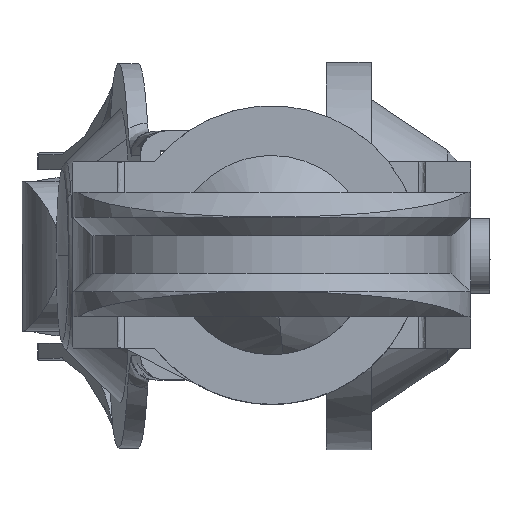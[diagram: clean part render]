
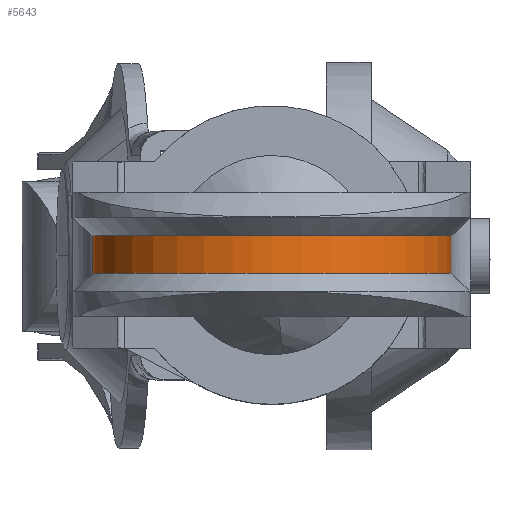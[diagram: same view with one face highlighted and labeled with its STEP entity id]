
A CAD part, top view. The second image highlights one B-rep face of the part: STEP entity #5643.
In plain terms, the highlighted free-form (B-spline) face has degree [1, 2] with [2, 5] control points.
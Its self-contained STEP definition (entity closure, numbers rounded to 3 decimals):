
#5368=CARTESIAN_POINT('',(7.2,-0.75,18.5));
#5369=VERTEX_POINT('',#5368);
#5390=CARTESIAN_POINT('',(7.2,0.75,18.5));
#5391=VERTEX_POINT('',#5390);
#5397=CARTESIAN_POINT('',(7.2,0.75,18.5));
#5398=CARTESIAN_POINT('',(7.2,-0.75,18.5));
#5399=QUASI_UNIFORM_CURVE('',1,(#5397,#5398),.UNSPECIFIED.,.F.,.U.);
#5400=EDGE_CURVE('',#5391,#5369,#5399,.T.);
#5440=CARTESIAN_POINT('',(-7.2,0.75,18.5));
#5441=VERTEX_POINT('',#5440);
#5462=CARTESIAN_POINT('',(-7.2,-0.75,18.5));
#5463=VERTEX_POINT('',#5462);
#5469=CARTESIAN_POINT('',(-7.2,0.75,18.5));
#5470=CARTESIAN_POINT('',(-7.2,-0.75,18.5));
#5471=QUASI_UNIFORM_CURVE('',1,(#5469,#5470),.UNSPECIFIED.,.F.,.U.);
#5472=EDGE_CURVE('',#5441,#5463,#5471,.T.);
#5552=CARTESIAN_POINT('',(0.,-0.75,25.7));
#5553=VERTEX_POINT('',#5552);
#5554=CARTESIAN_POINT('',(0.,-0.75,25.7));
#5555=CARTESIAN_POINT('',(0.442,-0.75,25.7));
#5556=CARTESIAN_POINT('',(1.355,-0.75,25.616));
#5557=CARTESIAN_POINT('',(2.577,-0.75,25.261));
#5558=CARTESIAN_POINT('',(3.692,-0.75,24.717));
#5559=CARTESIAN_POINT('',(4.731,-0.75,23.985));
#5560=CARTESIAN_POINT('',(5.697,-0.75,22.983));
#5561=CARTESIAN_POINT('',(6.362,-0.75,21.933));
#5562=CARTESIAN_POINT('',(6.798,-0.75,20.933));
#5563=CARTESIAN_POINT('',(7.111,-0.75,19.855));
#5564=CARTESIAN_POINT('',(7.2,-0.75,19.001));
#5565=CARTESIAN_POINT('',(7.2,-0.75,18.5));
#5566=B_SPLINE_CURVE_WITH_KNOTS('',3,(#5554,#5555,#5556,#5557,#5558,#5559,#5560,#5561,#5562,#5563,#5564,#5565),.UNSPECIFIED.,.F.,.U.,(4,1,1,1,1,1,1,1,1,4),(0.,1.325,2.739,3.799,5.036,6.538,7.952,8.747,9.808,11.31),.UNSPECIFIED.);
#5567=EDGE_CURVE('',#5553,#5369,#5566,.T.);
#5569=CARTESIAN_POINT('',(-7.2,-0.75,18.5));
#5570=CARTESIAN_POINT('',(-7.2,-0.75,18.883));
#5571=CARTESIAN_POINT('',(-7.139,-0.75,19.649));
#5572=CARTESIAN_POINT('',(-6.887,-0.75,20.682));
#5573=CARTESIAN_POINT('',(-6.492,-0.75,21.668));
#5574=CARTESIAN_POINT('',(-5.918,-0.75,22.667));
#5575=CARTESIAN_POINT('',(-5.061,-0.75,23.686));
#5576=CARTESIAN_POINT('',(-3.859,-0.75,24.648));
#5577=CARTESIAN_POINT('',(-2.553,-0.75,25.286));
#5578=CARTESIAN_POINT('',(-1.208,-0.75,25.631));
#5579=CARTESIAN_POINT('',(-0.412,-0.75,25.7));
#5580=CARTESIAN_POINT('',(0.,-0.75,25.7));
#5581=B_SPLINE_CURVE_WITH_KNOTS('',3,(#5569,#5570,#5571,#5572,#5573,#5574,#5575,#5576,#5577,#5578,#5579,#5580),.UNSPECIFIED.,.F.,.U.,(4,1,1,1,1,1,1,1,1,4),(0.,1.149,2.297,3.181,4.33,5.743,7.157,8.924,10.073,11.31),.UNSPECIFIED.);
#5582=EDGE_CURVE('',#5463,#5553,#5581,.T.);
#5587=CARTESIAN_POINT('',(7.2,-0.787,18.437));
#5588=CARTESIAN_POINT('',(7.2,0.788,18.437));
#5589=CARTESIAN_POINT('',(7.265,-0.787,25.893));
#5590=CARTESIAN_POINT('',(7.265,0.788,25.893));
#5591=CARTESIAN_POINT('',(-0.188,-0.787,25.698));
#5592=CARTESIAN_POINT('',(-0.188,0.788,25.698));
#5593=CARTESIAN_POINT('',(-7.642,-0.787,25.502));
#5594=CARTESIAN_POINT('',(-7.642,0.788,25.502));
#5595=CARTESIAN_POINT('',(-7.187,-0.787,18.06));
#5596=CARTESIAN_POINT('',(-7.187,0.788,18.06));
#5604=(BOUNDED_SURFACE()B_SPLINE_SURFACE(1,2,((#5587,#5589,#5591,#5593,#5595),(#5588,#5590,#5592,#5594,#5596)),.UNSPECIFIED.,.F.,.F.,.U.)B_SPLINE_SURFACE_WITH_KNOTS((2,2),(3,2,3),(0.0,1.0),(0.0,12.225,24.45),.UNSPECIFIED.)GEOMETRIC_REPRESENTATION_ITEM()RATIONAL_B_SPLINE_SURFACE(((1.0,0.695,1.0,0.695,1.0),(1.0,0.695,1.0,0.695,1.0)))REPRESENTATION_ITEM('')SURFACE());
#5605=ORIENTED_EDGE('',*,*,#5582,.T.);
#5606=ORIENTED_EDGE('',*,*,#5567,.T.);
#5607=ORIENTED_EDGE('',*,*,#5400,.F.);
#5608=CARTESIAN_POINT('',(0.,0.75,25.7));
#5609=VERTEX_POINT('',#5608);
#5610=CARTESIAN_POINT('',(0.,0.75,25.7));
#5611=CARTESIAN_POINT('',(0.442,0.75,25.7));
#5612=CARTESIAN_POINT('',(1.355,0.75,25.616));
#5613=CARTESIAN_POINT('',(2.577,0.75,25.261));
#5614=CARTESIAN_POINT('',(3.692,0.75,24.717));
#5615=CARTESIAN_POINT('',(4.731,0.75,23.985));
#5616=CARTESIAN_POINT('',(5.697,0.75,22.983));
#5617=CARTESIAN_POINT('',(6.409,0.75,21.858));
#5618=CARTESIAN_POINT('',(6.827,0.75,20.849));
#5619=CARTESIAN_POINT('',(7.12,0.75,19.766));
#5620=CARTESIAN_POINT('',(7.2,0.75,19.001));
#5621=CARTESIAN_POINT('',(7.2,0.75,18.5));
#5622=B_SPLINE_CURVE_WITH_KNOTS('',3,(#5610,#5611,#5612,#5613,#5614,#5615,#5616,#5617,#5618,#5619,#5620,#5621),.UNSPECIFIED.,.F.,.U.,(4,1,1,1,1,1,1,1,1,4),(0.,1.325,2.739,3.799,5.036,6.538,7.952,9.013,9.808,11.31),.UNSPECIFIED.);
#5623=EDGE_CURVE('',#5609,#5391,#5622,.T.);
#5624=ORIENTED_EDGE('',*,*,#5623,.F.);
#5625=CARTESIAN_POINT('',(-7.2,0.75,18.5));
#5626=CARTESIAN_POINT('',(-7.2,0.75,18.883));
#5627=CARTESIAN_POINT('',(-7.139,0.75,19.649));
#5628=CARTESIAN_POINT('',(-6.887,0.75,20.682));
#5629=CARTESIAN_POINT('',(-6.448,0.75,21.778));
#5630=CARTESIAN_POINT('',(-5.787,0.75,22.866));
#5631=CARTESIAN_POINT('',(-4.881,0.75,23.842));
#5632=CARTESIAN_POINT('',(-3.753,0.75,24.7));
#5633=CARTESIAN_POINT('',(-2.553,0.75,25.286));
#5634=CARTESIAN_POINT('',(-1.208,0.75,25.631));
#5635=CARTESIAN_POINT('',(-0.412,0.75,25.7));
#5636=CARTESIAN_POINT('',(0.,0.75,25.7));
#5637=B_SPLINE_CURVE_WITH_KNOTS('',3,(#5625,#5626,#5627,#5628,#5629,#5630,#5631,#5632,#5633,#5634,#5635,#5636),.UNSPECIFIED.,.F.,.U.,(4,1,1,1,1,1,1,1,1,4),(0.,1.149,2.297,3.181,4.683,6.097,7.157,8.924,10.073,11.31),.UNSPECIFIED.);
#5638=EDGE_CURVE('',#5441,#5609,#5637,.T.);
#5639=ORIENTED_EDGE('',*,*,#5638,.F.);
#5640=ORIENTED_EDGE('',*,*,#5472,.T.);
#5641=EDGE_LOOP('',(#5605,#5606,#5607,#5624,#5639,#5640));
#5642=FACE_OUTER_BOUND('',#5641,.T.);
#5643=ADVANCED_FACE('',(#5642),#5604,.T.);
